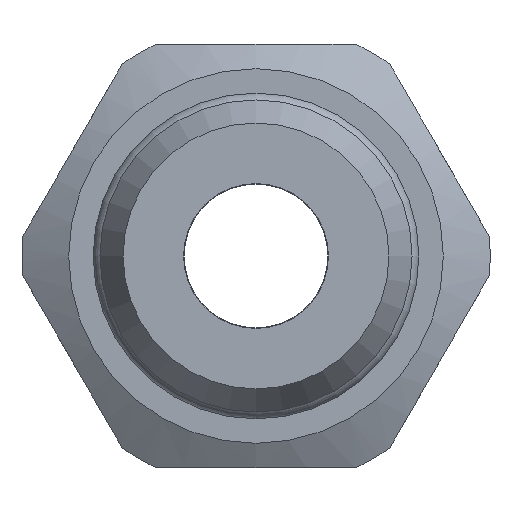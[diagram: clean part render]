
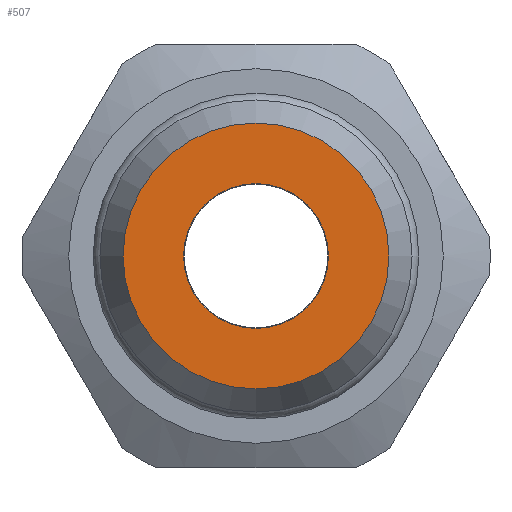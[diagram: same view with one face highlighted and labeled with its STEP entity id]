
A CAD part, front view. The second image highlights one B-rep face of the part: STEP entity #507.
In plain terms, the highlighted planar face has unit normal (0, -1, 0).
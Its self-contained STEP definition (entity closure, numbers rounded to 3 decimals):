
#507 = ADVANCED_FACE( 'NONE', ( #1064, #1065 ), #1066, .T. );
#1064 = FACE_OUTER_BOUND( '', #3428, .T. );
#1065 = FACE_BOUND( '', #3429, .T. );
#1066 = PLANE( '', #3430 );
#3428 = EDGE_LOOP( '', ( #4881 ) );
#3429 = EDGE_LOOP( '', ( #4882 ) );
#3430 = AXIS2_PLACEMENT_3D( '', #4883, #4884, #4885 );
#4881 = ORIENTED_EDGE( '', *, *, #5356, .T. );
#4882 = ORIENTED_EDGE( '', *, *, #5267, .F. );
#4883 = CARTESIAN_POINT( '', ( 0., 0., 0. ) );
#4884 = DIRECTION( '', ( 0., -1., 0. ) );
#4885 = DIRECTION( '', ( 0., 0., -1. ) );
#5267 = EDGE_CURVE( 'NONE', #6056, #6056, #6057, .T. );
#5356 = EDGE_CURVE( 'NONE', #6186, #6186, #6187, .T. );
#6056 = VERTEX_POINT( '', #8208 );
#6057 = CIRCLE( '', #8209, 3.25 );
#6186 = VERTEX_POINT( '', #8572 );
#6187 = CIRCLE( '', #8573, 5.961 );
#8208 = CARTESIAN_POINT( '', ( 0., 0., -3.25 ) );
#8209 = AXIS2_PLACEMENT_3D( '', #9806, #9807, #9808 );
#8572 = CARTESIAN_POINT( '', ( 0., 0., -5.961 ) );
#8573 = AXIS2_PLACEMENT_3D( '', #9871, #9872, #9873 );
#9806 = CARTESIAN_POINT( '', ( 0., 0., 0. ) );
#9807 = DIRECTION( '', ( 0., -1., 0. ) );
#9808 = DIRECTION( '', ( 0., 0., -1. ) );
#9871 = CARTESIAN_POINT( '', ( 0., 0., 0. ) );
#9872 = DIRECTION( '', ( 0., -1., 0. ) );
#9873 = DIRECTION( '', ( 0., 0., -1. ) );
